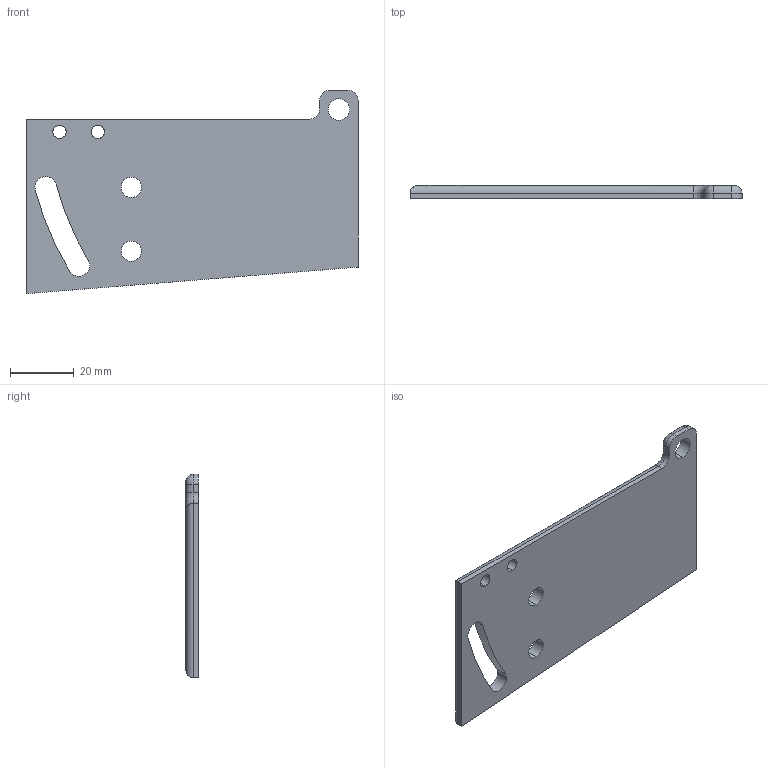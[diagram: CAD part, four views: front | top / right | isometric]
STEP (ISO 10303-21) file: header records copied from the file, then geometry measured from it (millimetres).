
FILE_DESCRIPTION (( 'STEP AP203' ), '1' );
FILE_NAME ('D030447-v2_AdvLIGO_SUS_HSTS_Rotating Plate.STEP', '2010-06-08T18:48:05', ( 'Dwayne Giardina' ), ( 'CA Institute of Technology' ), 'SwSTEP 2.0', 'SolidWorks 2009', '' );
FILE_SCHEMA (( 'CONFIG_CONTROL_DESIGN' ));
Length unit declared in the file: inch
Products named in the file (1): D030447-v2_AdvLIGO_SUS_HSTS_Rotating Plate
Bounding box: 104 x 4 x 63.7 mm (x, y, z)
Volume: 19689.2 mm3; surface area: 11646.6 mm2
Topology: 1 solids, 1 shells, 35 faces, 96 edges, 61 vertices
Faces by surface type: cylinder 24, plane 8, torus 3
Entity records: 1238 total; most frequent: CARTESIAN_POINT 222, DIRECTION 206, ORIENTED_EDGE 192, EDGE_CURVE 96, AXIS2_PLACEMENT_3D 81, VERTEX_POINT 61, EDGE_LOOP 45, CIRCLE 45
